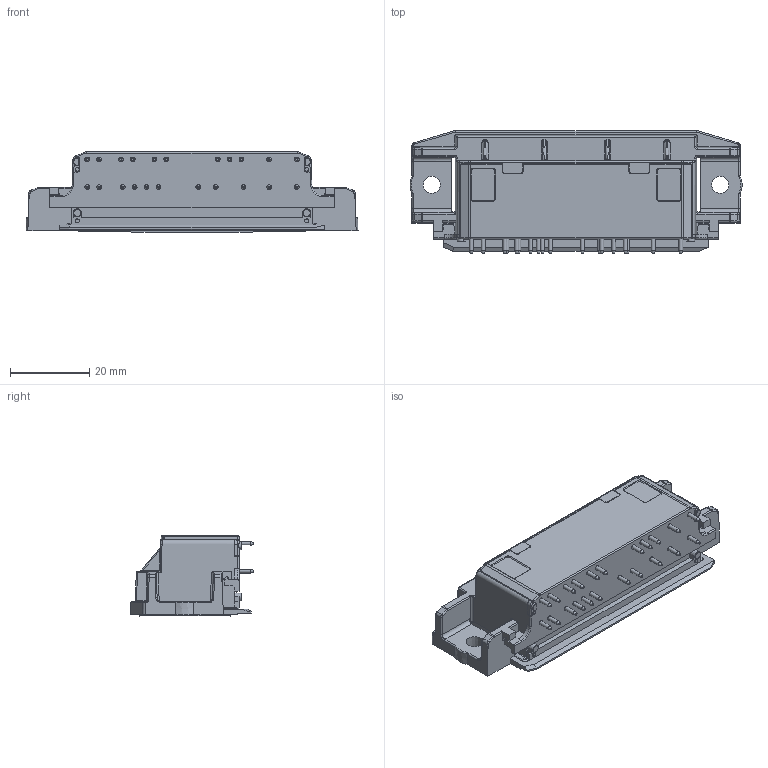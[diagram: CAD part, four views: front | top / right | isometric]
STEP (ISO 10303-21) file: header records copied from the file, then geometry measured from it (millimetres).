
FILE_DESCRIPTION(/* description */ ('Unknown'),/* implementation_level */ '2;1');
FILE_NAME(/* name */ 'Flow90-2CW-P830(220)-02-OL',/* time_stamp */ '2019-08-30T09:30:34+02:00',/* author */ ('Unknown'),/* organization */ ('Unknown'),/* preprocessor_version */ 'ST-DEVELOPER v16.7',/* originating_system */ 'DEX',/* authorisation */ $);
FILE_SCHEMA (('AUTOMOTIVE_DESIGN {1 0 10303 214 3 1 1}'));
Length unit declared in the file: millimetre
Products named in the file (1): Flow90-2CW-P830(220)-02-OL
Bounding box: 83.96 x 31.11 x 20.28 mm (x, y, z)
Volume: 30240.1 mm3; surface area: 15160.1 mm2
Topology: 1 solids, 15 shells, 832 faces, 2112 edges, 1330 vertices
Faces by surface type: plane 408, cylinder 261, cone 80, bspline 62, torus 17, sphere 4
Full cylindrical faces by diameter (mm): 1 x22, 1.2 x22, 2 x22, 4.4 x1
Entity records: 30820 total; most frequent: CARTESIAN_POINT 5859, DIRECTION 3928, ORIENTED_EDGE 3842, EDGE_CURVE 1921, AXIS2_PLACEMENT_3D 1410, VERTEX_POINT 1269, LINE 1108, VECTOR 1108
